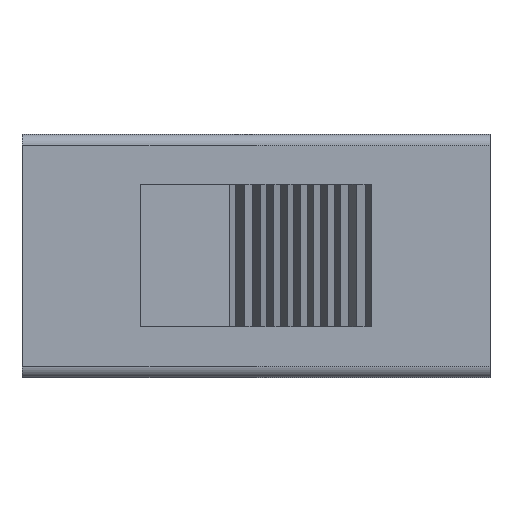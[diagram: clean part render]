
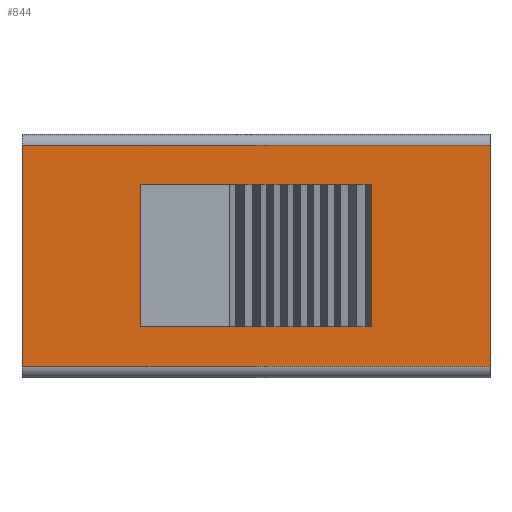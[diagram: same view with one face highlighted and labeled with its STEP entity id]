
A CAD part, top view. The second image highlights one B-rep face of the part: STEP entity #844.
In plain terms, the highlighted planar face has unit normal (0, 0, 1).
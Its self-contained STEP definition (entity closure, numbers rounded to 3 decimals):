
#754 = VERTEX_POINT('',#755);
#755 = CARTESIAN_POINT('',(-6.35,-2.957,8.41));
#761 = EDGE_CURVE('',#754,#762,#764,.T.);
#762 = VERTEX_POINT('',#763);
#763 = CARTESIAN_POINT('',(-6.35,3.047,8.41));
#764 = LINE('',#765,#766);
#765 = CARTESIAN_POINT('',(-6.35,0.045,8.41));
#766 = VECTOR('',#767,1.);
#767 = DIRECTION('',(0.,1.,0.));
#844 = ADVANCED_FACE('',(#845,#879),#904,.T.);
#845 = FACE_BOUND('',#846,.T.);
#846 = EDGE_LOOP('',(#847,#857,#865,#873));
#847 = ORIENTED_EDGE('',*,*,#848,.F.);
#848 = EDGE_CURVE('',#849,#851,#853,.T.);
#849 = VERTEX_POINT('',#850);
#850 = CARTESIAN_POINT('',(3.137,1.975,8.41));
#851 = VERTEX_POINT('',#852);
#852 = CARTESIAN_POINT('',(-3.137,1.975,8.41));
#853 = LINE('',#854,#855);
#854 = CARTESIAN_POINT('',(-3.137,1.975,8.41));
#855 = VECTOR('',#856,1.);
#856 = DIRECTION('',(-1.,0.,0.));
#857 = ORIENTED_EDGE('',*,*,#858,.F.);
#858 = EDGE_CURVE('',#859,#849,#861,.T.);
#859 = VERTEX_POINT('',#860);
#860 = CARTESIAN_POINT('',(3.137,-1.885,8.41));
#861 = LINE('',#862,#863);
#862 = CARTESIAN_POINT('',(3.137,-1.885,8.41));
#863 = VECTOR('',#864,1.);
#864 = DIRECTION('',(0.,1.,0.));
#865 = ORIENTED_EDGE('',*,*,#866,.F.);
#866 = EDGE_CURVE('',#867,#859,#869,.T.);
#867 = VERTEX_POINT('',#868);
#868 = CARTESIAN_POINT('',(-3.137,-1.885,8.41));
#869 = LINE('',#870,#871);
#870 = CARTESIAN_POINT('',(-3.137,-1.885,8.41));
#871 = VECTOR('',#872,1.);
#872 = DIRECTION('',(1.,0.,0.));
#873 = ORIENTED_EDGE('',*,*,#874,.F.);
#874 = EDGE_CURVE('',#851,#867,#875,.T.);
#875 = LINE('',#876,#877);
#876 = CARTESIAN_POINT('',(-3.137,-1.885,8.41));
#877 = VECTOR('',#878,1.);
#878 = DIRECTION('',(0.,-1.,0.));
#879 = FACE_BOUND('',#880,.T.);
#880 = EDGE_LOOP('',(#881,#882,#890,#898));
#881 = ORIENTED_EDGE('',*,*,#761,.F.);
#882 = ORIENTED_EDGE('',*,*,#883,.T.);
#883 = EDGE_CURVE('',#754,#884,#886,.T.);
#884 = VERTEX_POINT('',#885);
#885 = CARTESIAN_POINT('',(6.35,-2.957,8.41));
#886 = LINE('',#887,#888);
#887 = CARTESIAN_POINT('',(-6.35,-2.957,8.41));
#888 = VECTOR('',#889,1.);
#889 = DIRECTION('',(1.,0.,0.));
#890 = ORIENTED_EDGE('',*,*,#891,.F.);
#891 = EDGE_CURVE('',#892,#884,#894,.T.);
#892 = VERTEX_POINT('',#893);
#893 = CARTESIAN_POINT('',(6.35,3.047,8.41));
#894 = LINE('',#895,#896);
#895 = CARTESIAN_POINT('',(6.35,0.045,8.41));
#896 = VECTOR('',#897,1.);
#897 = DIRECTION('',(0.,-1.,0.));
#898 = ORIENTED_EDGE('',*,*,#899,.F.);
#899 = EDGE_CURVE('',#762,#892,#900,.T.);
#900 = LINE('',#901,#902);
#901 = CARTESIAN_POINT('',(-6.35,3.047,8.41));
#902 = VECTOR('',#903,1.);
#903 = DIRECTION('',(1.,0.,0.));
#904 = PLANE('',#905);
#905 = AXIS2_PLACEMENT_3D('',#906,#907,#908);
#906 = CARTESIAN_POINT('',(0.,0.045,8.41)
  );
#907 = DIRECTION('',(0.,0.,1.));
#908 = DIRECTION('',(-1.,0.,0.));
